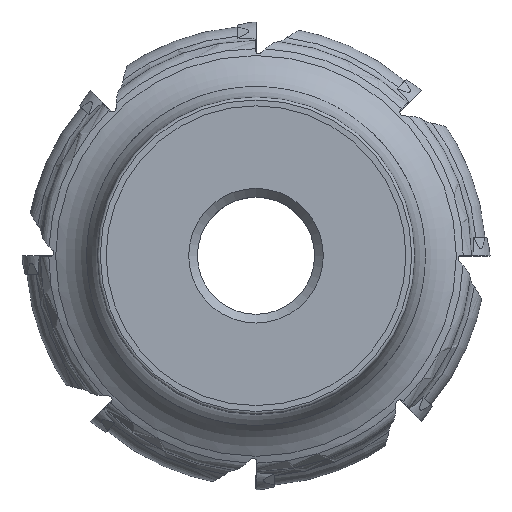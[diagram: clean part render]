
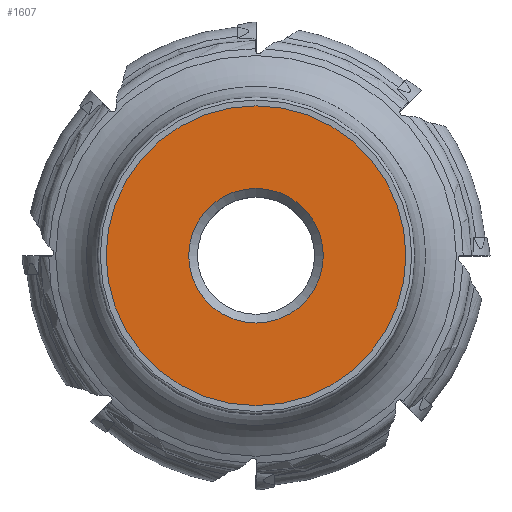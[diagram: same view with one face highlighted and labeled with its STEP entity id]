
A CAD part, top view. The second image highlights one B-rep face of the part: STEP entity #1607.
In plain terms, the highlighted conical face has half-angle 89.989 degrees and reference radius 51.225 mm.
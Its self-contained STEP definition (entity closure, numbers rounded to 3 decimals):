
#1109=CONICAL_SURFACE('',#9798,51.225,89.989);
#1607=ADVANCED_FACE('',(#2002,#2003),#1109,.F.);
#2002=FACE_BOUND('',#2594,.T.);
#2003=FACE_BOUND('',#2595,.T.);
#2594=EDGE_LOOP('',(#6126));
#2595=EDGE_LOOP('',(#6127));
#2917=CIRCLE('',#9795,51.225);
#2918=CIRCLE('',#9797,23.001);
#6126=ORIENTED_EDGE('',*,*,#8238,.T.);
#6127=ORIENTED_EDGE('',*,*,#8237,.F.);
#6999=VERTEX_POINT('',#20510);
#7000=VERTEX_POINT('',#20513);
#8237=EDGE_CURVE('',#6999,#6999,#2917,.T.);
#8238=EDGE_CURVE('',#7000,#7000,#2918,.T.);
#9795=AXIS2_PLACEMENT_3D('',#20509,#12157,#12158);
#9797=AXIS2_PLACEMENT_3D('',#20512,#12161,#12162);
#9798=AXIS2_PLACEMENT_3D('',#20514,#12163,#12164);
#12157=DIRECTION('',(0.,0.,-1.));
#12158=DIRECTION('',(-1.,0.,0.));
#12161=DIRECTION('',(0.,0.,-1.));
#12162=DIRECTION('',(-1.,0.,0.));
#12163=DIRECTION('',(0.,0.,1.));
#12164=DIRECTION('',(1.,0.,0.));
#20509=CARTESIAN_POINT('',(0.,0.,0.01));
#20510=CARTESIAN_POINT('',(-51.225,0.,0.01));
#20512=CARTESIAN_POINT('',(0.,0.,0.004));
#20513=CARTESIAN_POINT('',(-23.001,0.,0.004));
#20514=CARTESIAN_POINT('',(0.,0.,0.01));
